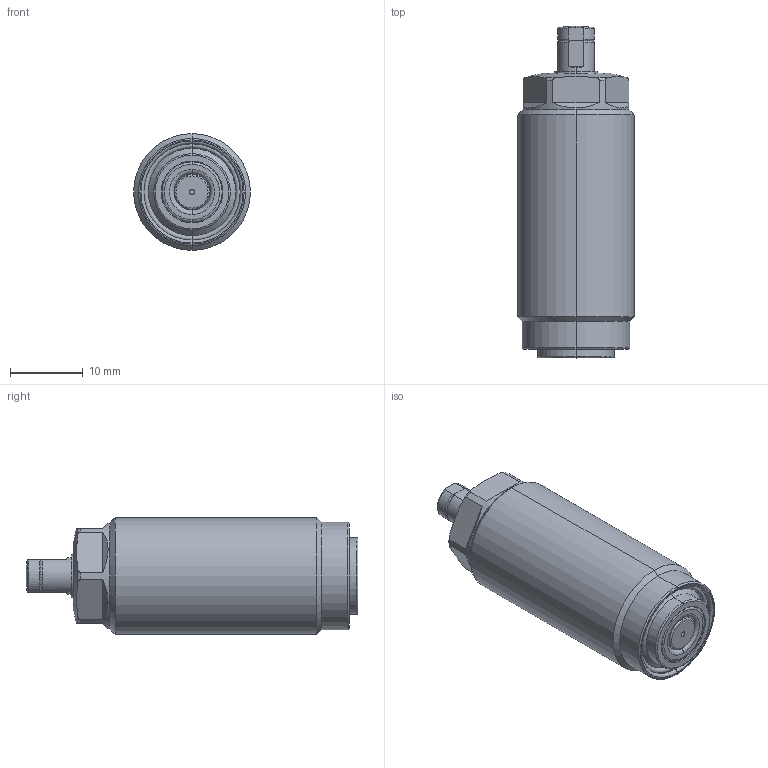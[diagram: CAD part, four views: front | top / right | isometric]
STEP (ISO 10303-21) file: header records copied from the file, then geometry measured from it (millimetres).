
FILE_DESCRIPTION(/* description */ (''),/* implementation_level */ '2;1');
FILE_NAME(/* name */ 'TSC16.stp',/* time_stamp */ '2025-01-10T13:22:18+08:00',/* author */ (''),/* organization */ (''),/* preprocessor_version */ 'ST-DEVELOPER v16.7',/* originating_system */ 'SIEMENS PLM Software NX 12.0',/* authorisation */ '');
FILE_SCHEMA (('AUTOMOTIVE_DESIGN { 1 0 10303 214 3 1 1 1 }'));
Length unit declared in the file: millimetre
Products named in the file (6): XLD-M3_contactbolt2042; XLD-M3_Oring308; TSC16-22; TSC16-021; XLDM33868; LD0163-x_step
Assembly tree (5 placements, depth 3):
  LD0163-x_step
    XLDM33868
      XLD-M3_Oring308
      XLD-M3_contactbolt2042
    TSC16-021
    TSC16-22
Bounding box: 16 x 45.5 x 16 mm (x, y, z)
Volume: 7284.4 mm3; surface area: 3016.7 mm2
Topology: 4 solids, 4 shells, 166 faces, 362 edges, 215 vertices
Faces by surface type: torus 54, cylinder 42, plane 36, cone 32, sphere 2
Entity records: 5062 total; most frequent: CARTESIAN_POINT 1217, DIRECTION 876, ORIENTED_EDGE 724, AXIS2_PLACEMENT_3D 386, EDGE_CURVE 362, VERTEX_POINT 215, CIRCLE 214, EDGE_LOOP 181
